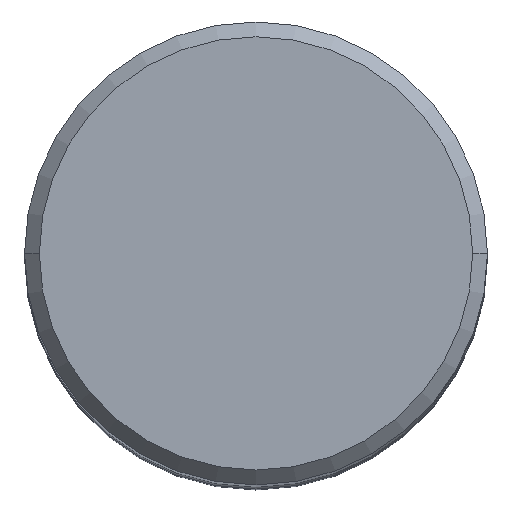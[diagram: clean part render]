
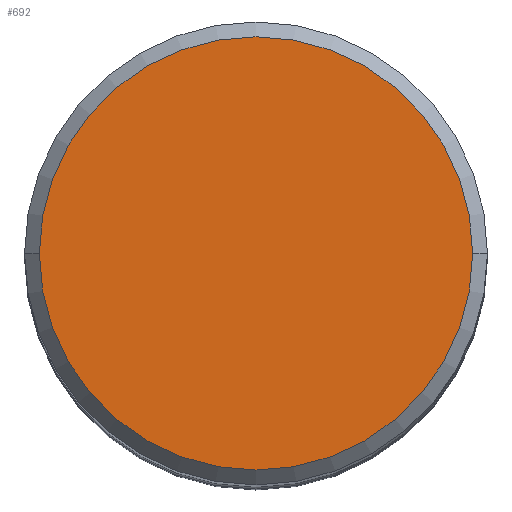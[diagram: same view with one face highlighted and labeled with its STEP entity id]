
A CAD part, top view. The second image highlights one B-rep face of the part: STEP entity #692.
In plain terms, the highlighted planar face has unit normal (0, 0, 1).
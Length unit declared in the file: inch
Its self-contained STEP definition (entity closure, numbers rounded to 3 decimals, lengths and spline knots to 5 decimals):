
#41 = CARTESIAN_POINT ( 'NONE',  ( 0., 0., 0. ) ) ;
#65 = CIRCLE ( 'NONE', #802, 0.2925 ) ;
#98 = DIRECTION ( 'NONE',  ( 0., 0., -1. ) ) ;
#167 = DIRECTION ( 'NONE',  ( 1., 0., 0. ) ) ;
#238 = CARTESIAN_POINT ( 'NONE',  ( 0.2925, 0., 0. ) ) ;
#252 = EDGE_CURVE ( 'NONE', #596, #315, #65, .T. ) ;
#259 = AXIS2_PLACEMENT_3D ( 'NONE', #654, #98, #595 ) ;
#305 = ORIENTED_EDGE ( 'NONE', *, *, #486, .T. ) ;
#315 = VERTEX_POINT ( 'NONE', #238 ) ;
#343 = CARTESIAN_POINT ( 'NONE',  ( -0.2925, 0., 0. ) ) ;
#370 = CIRCLE ( 'NONE', #413, 0.2925 ) ;
#402 = DIRECTION ( 'NONE',  ( 1., 0., 0. ) ) ;
#404 = PLANE ( 'NONE',  #259 ) ;
#413 = AXIS2_PLACEMENT_3D ( 'NONE', #41, #656, #402 ) ;
#486 = EDGE_CURVE ( 'NONE', #315, #596, #370, .T. ) ;
#595 = DIRECTION ( 'NONE',  ( -1., 0., 0. ) ) ;
#596 = VERTEX_POINT ( 'NONE', #343 ) ;
#654 = CARTESIAN_POINT ( 'NONE',  ( 0., 0.2925, 0. ) ) ;
#656 = DIRECTION ( 'NONE',  ( 0., 0., 1. ) ) ;
#672 = EDGE_LOOP ( 'NONE', ( #684, #305 ) ) ;
#684 = ORIENTED_EDGE ( 'NONE', *, *, #252, .T. ) ;
#692 = ADVANCED_FACE ( 'NONE', ( #701 ), #404, .F. ) ;
#701 = FACE_OUTER_BOUND ( 'NONE', #672, .T. ) ;
#719 = DIRECTION ( 'NONE',  ( 0., 0., 1. ) ) ;
#792 = CARTESIAN_POINT ( 'NONE',  ( 0., 0., 0. ) ) ;
#802 = AXIS2_PLACEMENT_3D ( 'NONE', #792, #719, #167 ) ;
